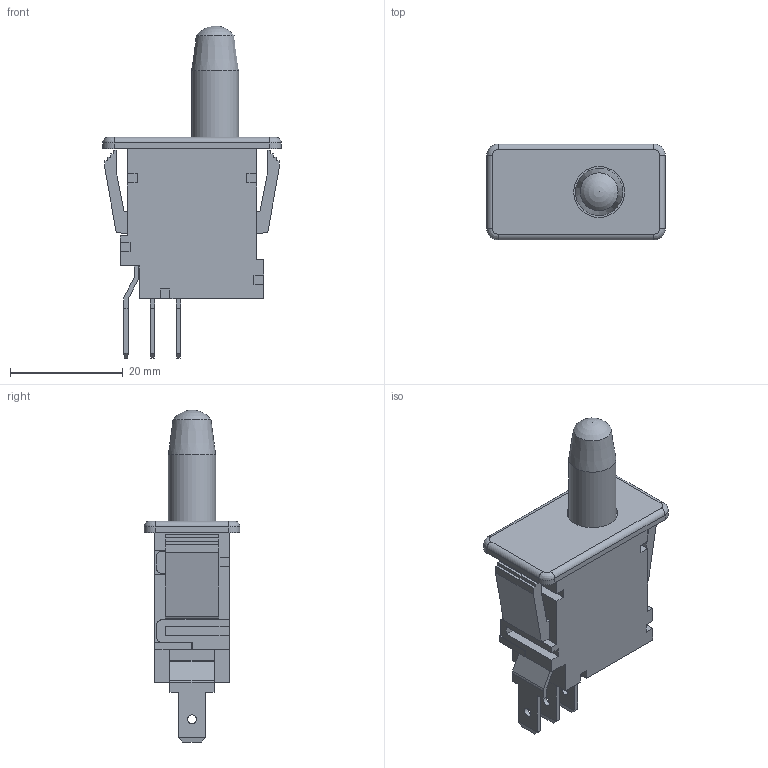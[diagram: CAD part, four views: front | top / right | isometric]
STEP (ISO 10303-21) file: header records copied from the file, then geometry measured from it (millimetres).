
FILE_DESCRIPTION((' '),'2;1');
FILE_NAME('PP11B7xAx.stp','2017-08-01T10:22:26',(' '),(' '),' ','ACIS',' ');
FILE_SCHEMA(('CONFIG_CONTROL_DESIGN'));
Length unit declared in the file: inch
Products named in the file (1): PP11B7xAx.stp
Bounding box: 31.6 x 17 x 58.8 mm (x, y, z)
Volume: 10564.7 mm3; surface area: 5124 mm2
Topology: 1 solids, 1 shells, 184 faces, 508 edges, 331 vertices
Faces by surface type: plane 151, cylinder 27, bspline 4, cone 1, sphere 1
Full cylindrical faces by diameter (mm): 1.6 x3, 8.35 x1, 9 x1
Entity records: 5863 total; most frequent: CARTESIAN_POINT 1057, ORIENTED_EDGE 998, DIRECTION 920, EDGE_CURVE 499, VECTOR 440, LINE 440, VERTEX_POINT 329, AXIS2_PLACEMENT_3D 240
